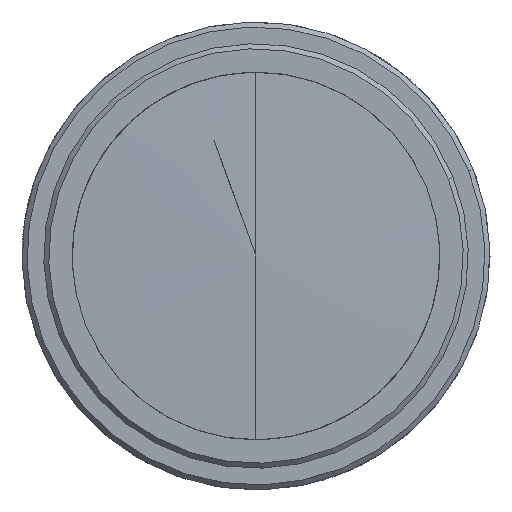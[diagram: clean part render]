
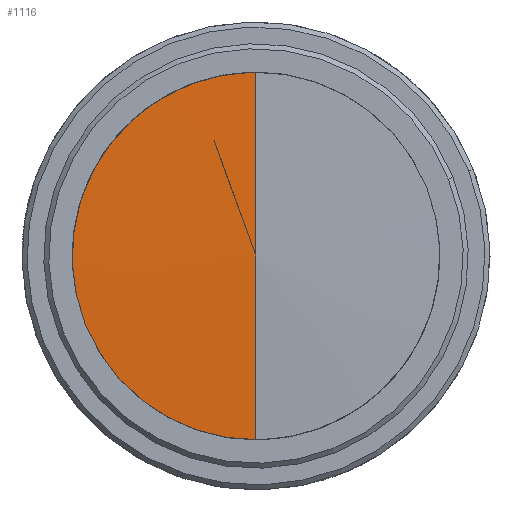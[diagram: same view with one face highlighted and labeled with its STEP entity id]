
A CAD part, left-side view. The second image highlights one B-rep face of the part: STEP entity #1116.
In plain terms, the highlighted conical face has half-angle 88.518 degrees and reference radius 11.596 mm.
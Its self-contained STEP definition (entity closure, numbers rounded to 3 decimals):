
#42 = ORIENTED_EDGE ( 'NONE', *, *, #1295, .F. ) ;
#67 = DIRECTION ( 'NONE',  ( 1., 0., 0. ) ) ;
#89 = EDGE_CURVE ( 'NONE', #1091, #1376, #1266, .T. ) ;
#151 = DIRECTION ( 'NONE',  ( 1., 0., 0. ) ) ;
#176 = DIRECTION ( 'NONE',  ( 1., 0., 0. ) ) ;
#216 = EDGE_CURVE ( 'NONE', #501, #1376, #983, .T. ) ;
#236 = VECTOR ( 'NONE', #1170, 1000. ) ;
#299 = CARTESIAN_POINT ( 'NONE',  ( -78.5, 0., 0. ) ) ;
#399 = CIRCLE ( 'NONE', #1164, 11. ) ;
#428 = VERTEX_POINT ( 'NONE', #459 ) ;
#459 = CARTESIAN_POINT ( 'NONE',  ( -78.515, 0., -11. ) ) ;
#473 = FACE_OUTER_BOUND ( 'NONE', #1408, .T. ) ;
#482 = CARTESIAN_POINT ( 'NONE',  ( -78.515, 0., 0. ) ) ;
#490 = ORIENTED_EDGE ( 'NONE', *, *, #89, .T. ) ;
#501 = VERTEX_POINT ( 'NONE', #974 ) ;
#502 = VECTOR ( 'NONE', #650, 1000. ) ;
#536 = CARTESIAN_POINT ( 'NONE',  ( -78.8, 0., 0. ) ) ;
#573 = ORIENTED_EDGE ( 'NONE', *, *, #918, .F. ) ;
#602 = CARTESIAN_POINT ( 'NONE',  ( -78.515, 0., 11. ) ) ;
#631 = CARTESIAN_POINT ( 'NONE',  ( -78.5, 0., 11.596 ) ) ;
#639 = AXIS2_PLACEMENT_3D ( 'NONE', #1368, #67, #1490 ) ;
#650 = DIRECTION ( 'NONE',  ( 0.026, 0., 1. ) ) ;
#665 = DIRECTION ( 'NONE',  ( 0., 0., -1. ) ) ;
#727 = DIRECTION ( 'NONE',  ( 0., 0., -1. ) ) ;
#918 = EDGE_CURVE ( 'NONE', #1091, #428, #1415, .T. ) ;
#948 = AXIS2_PLACEMENT_3D ( 'NONE', #299, #176, #665 ) ;
#974 = CARTESIAN_POINT ( 'NONE',  ( -78.515, 10.213, -4.086 ) ) ;
#983 = CIRCLE ( 'NONE', #639, 11. ) ;
#1064 = CONICAL_SURFACE ( 'NONE', #948, 11.596, 1.545 ) ;
#1091 = VERTEX_POINT ( 'NONE', #536 ) ;
#1116 = ADVANCED_FACE ( 'NONE', ( #473 ), #1064, .T. ) ;
#1159 = ORIENTED_EDGE ( 'NONE', *, *, #216, .F. ) ;
#1164 = AXIS2_PLACEMENT_3D ( 'NONE', #482, #151, #727 ) ;
#1170 = DIRECTION ( 'NONE',  ( 0.026, 0., -1. ) ) ;
#1266 = LINE ( 'NONE', #631, #502 ) ;
#1279 = CARTESIAN_POINT ( 'NONE',  ( -78.5, 0., -11.596 ) ) ;
#1295 = EDGE_CURVE ( 'NONE', #428, #501, #399, .T. ) ;
#1368 = CARTESIAN_POINT ( 'NONE',  ( -78.515, 0., 0. ) ) ;
#1376 = VERTEX_POINT ( 'NONE', #602 ) ;
#1408 = EDGE_LOOP ( 'NONE', ( #573, #490, #1159, #42 ) ) ;
#1415 = LINE ( 'NONE', #1279, #236 ) ;
#1490 = DIRECTION ( 'NONE',  ( 0., 0., -1. ) ) ;
